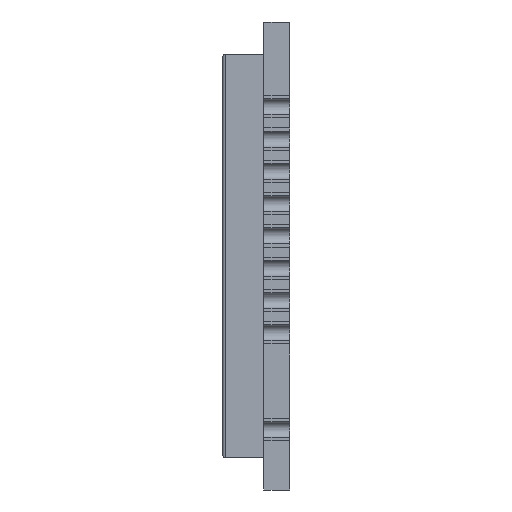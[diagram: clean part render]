
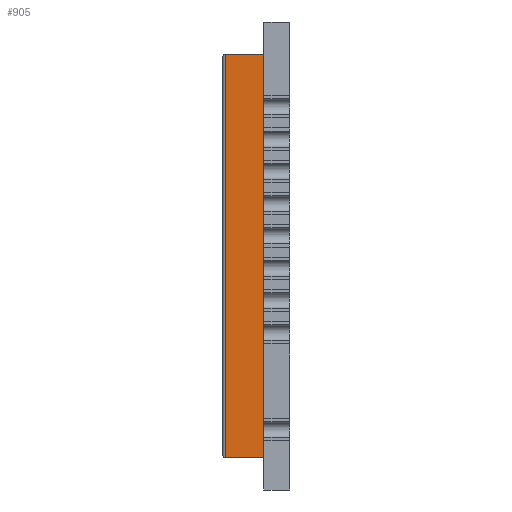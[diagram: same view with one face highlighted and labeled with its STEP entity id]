
A CAD part, left-side view. The second image highlights one B-rep face of the part: STEP entity #905.
In plain terms, the highlighted planar face has unit normal (-1, 0, 0).
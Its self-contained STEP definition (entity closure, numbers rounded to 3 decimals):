
#246 = VECTOR ( 'NONE', #2541, 1000. ) ;
#514 = LINE ( 'NONE', #8927, #2018 ) ;
#617 = DIRECTION ( 'NONE',  ( 0., 0., 1. ) ) ;
#905 = ADVANCED_FACE ( 'NONE', ( #8173 ), #5471, .F. ) ;
#1183 = EDGE_CURVE ( 'NONE', #7054, #2088, #4952, .T. ) ;
#1357 = EDGE_LOOP ( 'NONE', ( #9698, #4321, #1997, #7362 ) ) ;
#1457 = DIRECTION ( 'NONE',  ( 1., 0., 0. ) ) ;
#1997 = ORIENTED_EDGE ( 'NONE', *, *, #4138, .T. ) ;
#2018 = VECTOR ( 'NONE', #2248, 1000. ) ;
#2088 = VERTEX_POINT ( 'NONE', #6233 ) ;
#2248 = DIRECTION ( 'NONE',  ( 0., 0., -1. ) ) ;
#2541 = DIRECTION ( 'NONE',  ( 0., -1., 0. ) ) ;
#3006 = LINE ( 'NONE', #9815, #5308 ) ;
#3400 = CARTESIAN_POINT ( 'NONE',  ( -9.83, 2.013, -6.35 ) ) ;
#3746 = VECTOR ( 'NONE', #617, 1000. ) ;
#4138 = EDGE_CURVE ( 'NONE', #8506, #7054, #5962, .T. ) ;
#4154 = CARTESIAN_POINT ( 'NONE',  ( -9.83, 2.113, -6.35 ) ) ;
#4321 = ORIENTED_EDGE ( 'NONE', *, *, #5866, .T. ) ;
#4952 = LINE ( 'NONE', #10817, #3746 ) ;
#4964 = DIRECTION ( 'NONE',  ( 0., 0., -1. ) ) ;
#5308 = VECTOR ( 'NONE', #5556, 1000. ) ;
#5363 = CARTESIAN_POINT ( 'NONE',  ( -9.83, 2.013, 6.35 ) ) ;
#5471 = PLANE ( 'NONE',  #10294 ) ;
#5556 = DIRECTION ( 'NONE',  ( 0., -1., 0. ) ) ;
#5866 = EDGE_CURVE ( 'NONE', #8148, #8506, #514, .T. ) ;
#5962 = LINE ( 'NONE', #9389, #246 ) ;
#6233 = CARTESIAN_POINT ( 'NONE',  ( -9.83, 0.813, 6.35 ) ) ;
#7054 = VERTEX_POINT ( 'NONE', #10815 ) ;
#7362 = ORIENTED_EDGE ( 'NONE', *, *, #1183, .T. ) ;
#8003 = EDGE_CURVE ( 'NONE', #8148, #2088, #3006, .T. ) ;
#8148 = VERTEX_POINT ( 'NONE', #5363 ) ;
#8173 = FACE_OUTER_BOUND ( 'NONE', #1357, .T. ) ;
#8506 = VERTEX_POINT ( 'NONE', #3400 ) ;
#8927 = CARTESIAN_POINT ( 'NONE',  ( -9.83, 2.013, -6.35 ) ) ;
#9389 = CARTESIAN_POINT ( 'NONE',  ( -9.83, 2.113, -6.35 ) ) ;
#9698 = ORIENTED_EDGE ( 'NONE', *, *, #8003, .F. ) ;
#9815 = CARTESIAN_POINT ( 'NONE',  ( -9.83, 2.113, 6.35 ) ) ;
#10294 = AXIS2_PLACEMENT_3D ( 'NONE', #4154, #1457, #4964 ) ;
#10815 = CARTESIAN_POINT ( 'NONE',  ( -9.83, 0.813, -6.35 ) ) ;
#10817 = CARTESIAN_POINT ( 'NONE',  ( -9.83, 0.813, -6.35 ) ) ;
